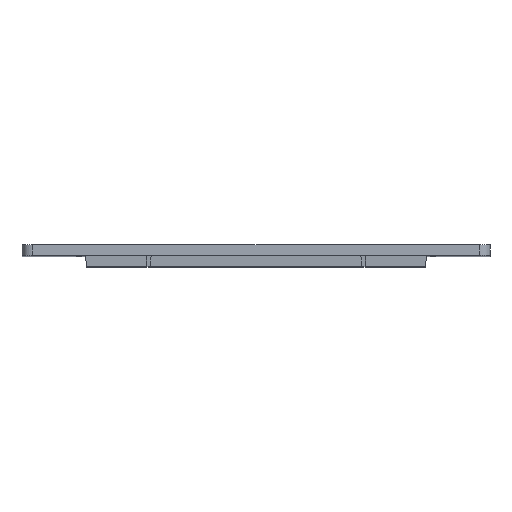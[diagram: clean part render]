
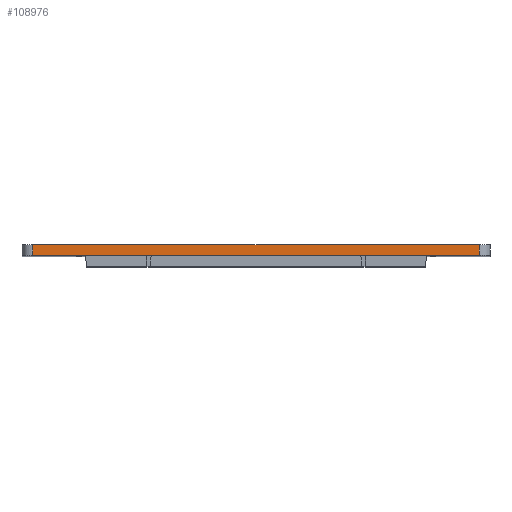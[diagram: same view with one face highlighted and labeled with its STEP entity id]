
A CAD part, top view. The second image highlights one B-rep face of the part: STEP entity #108976.
In plain terms, the highlighted planar face has unit normal (0, 0, 1).
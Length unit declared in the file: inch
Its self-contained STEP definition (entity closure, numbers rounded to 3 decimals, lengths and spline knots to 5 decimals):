
#2292 = CARTESIAN_POINT ( 'NONE',  ( 3.94542, 0., 6.29489 ) ) ;
#3231 = CARTESIAN_POINT ( 'NONE',  ( -4.19788, 0., 6.29489 ) ) ;
#4108 = CARTESIAN_POINT ( 'NONE',  ( -4.19788, -0.2, 6.29489 ) ) ;
#4449 = ORIENTED_EDGE ( 'NONE', *, *, #193522, .T. ) ;
#19571 = CARTESIAN_POINT ( 'NONE',  ( -4.19788, 0., 6.29489 ) ) ;
#29497 = EDGE_CURVE ( 'NONE', #161833, #145896, #120764, .T. ) ;
#31868 = VERTEX_POINT ( 'NONE', #3231 ) ;
#41479 = DIRECTION ( 'NONE',  ( 0., 1., 0. ) ) ;
#42312 = CARTESIAN_POINT ( 'NONE',  ( 3.94542, -0.2, 6.29489 ) ) ;
#55782 = ORIENTED_EDGE ( 'NONE', *, *, #29497, .T. ) ;
#58784 = ORIENTED_EDGE ( 'NONE', *, *, #139978, .F. ) ;
#67373 = FACE_OUTER_BOUND ( 'NONE', #160371, .T. ) ;
#70735 = DIRECTION ( 'NONE',  ( 0., 1., 0. ) ) ;
#80418 = DIRECTION ( 'NONE',  ( 0., 0., 1. ) ) ;
#82583 = VECTOR ( 'NONE', #70735, 39.37008 ) ;
#87226 = VECTOR ( 'NONE', #41479, 39.37008 ) ;
#94662 = ORIENTED_EDGE ( 'NONE', *, *, #126420, .F. ) ;
#99327 = VECTOR ( 'NONE', #177757, 39.37008 ) ;
#99859 = DIRECTION ( 'NONE',  ( 1., 0., 0. ) ) ;
#108976 = ADVANCED_FACE ( 'NONE', ( #67373 ), #119404, .T. ) ;
#118255 = LINE ( 'NONE', #19571, #209077 ) ;
#119404 = PLANE ( 'NONE',  #212921 ) ;
#120764 = LINE ( 'NONE', #232715, #99327 ) ;
#126420 = EDGE_CURVE ( 'NONE', #31868, #132417, #118255, .T. ) ;
#132417 = VERTEX_POINT ( 'NONE', #2292 ) ;
#133642 = CARTESIAN_POINT ( 'NONE',  ( -4.19788, -0.2, 6.29489 ) ) ;
#136507 = DIRECTION ( 'NONE',  ( 1., 0., 0. ) ) ;
#139978 = EDGE_CURVE ( 'NONE', #161833, #31868, #158424, .T. ) ;
#145896 = VERTEX_POINT ( 'NONE', #186700 ) ;
#148633 = CARTESIAN_POINT ( 'NONE',  ( -4.19788, -0.2, 6.29489 ) ) ;
#158424 = LINE ( 'NONE', #148633, #82583 ) ;
#160371 = EDGE_LOOP ( 'NONE', ( #94662, #58784, #55782, #4449 ) ) ;
#161833 = VERTEX_POINT ( 'NONE', #133642 ) ;
#177757 = DIRECTION ( 'NONE',  ( 1., 0., 0. ) ) ;
#186700 = CARTESIAN_POINT ( 'NONE',  ( 3.94542, -0.2, 6.29489 ) ) ;
#190241 = LINE ( 'NONE', #42312, #87226 ) ;
#193522 = EDGE_CURVE ( 'NONE', #145896, #132417, #190241, .T. ) ;
#209077 = VECTOR ( 'NONE', #136507, 39.37008 ) ;
#212921 = AXIS2_PLACEMENT_3D ( 'NONE', #4108, #80418, #99859 ) ;
#232715 = CARTESIAN_POINT ( 'NONE',  ( -4.19788, -0.2, 6.29489 ) ) ;
